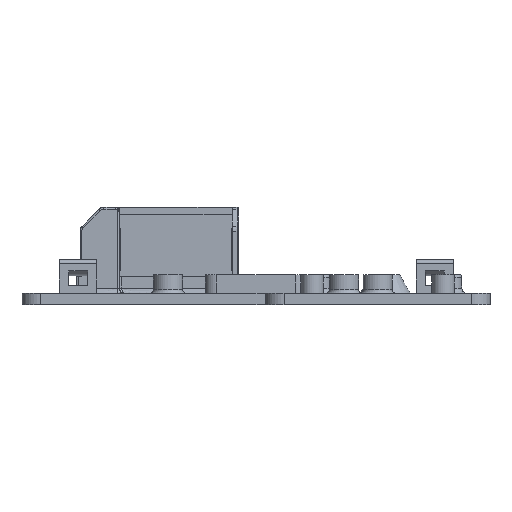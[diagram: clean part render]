
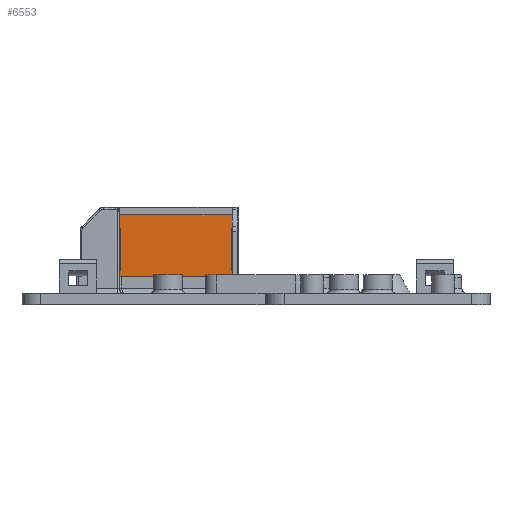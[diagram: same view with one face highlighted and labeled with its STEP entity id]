
A CAD part, left-side view. The second image highlights one B-rep face of the part: STEP entity #6553.
In plain terms, the highlighted planar face has unit normal (-1, 0, 0).
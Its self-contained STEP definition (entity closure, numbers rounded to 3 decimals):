
#964=FACE_OUTER_BOUND('',#1403,.T.);
#1403=EDGE_LOOP('',(#5754,#5755,#5756,#5757));
#1817=LINE('',#11298,#2372);
#1878=LINE('',#12971,#2433);
#1973=LINE('',#13167,#2528);
#1974=LINE('',#13168,#2529);
#2372=VECTOR('',#8048,10.);
#2433=VECTOR('',#8175,10.);
#2528=VECTOR('',#8360,10.);
#2529=VECTOR('',#8361,10.);
#2959=VERTEX_POINT('',#11295);
#2960=VERTEX_POINT('',#11297);
#3086=VERTEX_POINT('',#12968);
#3087=VERTEX_POINT('',#12970);
#3754=EDGE_CURVE('',#2959,#2960,#1817,.T.);
#3936=EDGE_CURVE('',#3086,#3087,#1878,.T.);
#4031=EDGE_CURVE('',#2959,#3087,#1973,.T.);
#4032=EDGE_CURVE('',#3086,#2960,#1974,.T.);
#5754=ORIENTED_EDGE('',*,*,#4031,.T.);
#5755=ORIENTED_EDGE('',*,*,#3936,.F.);
#5756=ORIENTED_EDGE('',*,*,#4032,.T.);
#5757=ORIENTED_EDGE('',*,*,#3754,.F.);
#6221=PLANE('',#7037);
#6553=ADVANCED_FACE('',(#964),#6221,.F.);
#7037=AXIS2_PLACEMENT_3D('',#13166,#8358,#8359);
#8048=DIRECTION('',(0.,0.,1.));
#8175=DIRECTION('',(0.,0.,-1.));
#8358=DIRECTION('center_axis',(1.,0.,0.));
#8359=DIRECTION('ref_axis',(0.,1.,0.));
#8360=DIRECTION('',(0.,-1.,0.));
#8361=DIRECTION('',(0.,1.,0.));
#11295=CARTESIAN_POINT('',(111.5,114.,5.6));
#11297=CARTESIAN_POINT('',(111.5,114.,24.6));
#11298=CARTESIAN_POINT('',(111.5,114.,24.4));
#12968=CARTESIAN_POINT('',(111.5,83.85,24.6));
#12970=CARTESIAN_POINT('',(111.5,83.85,5.6));
#12971=CARTESIAN_POINT('',(111.5,83.85,5.77));
#13166=CARTESIAN_POINT('Origin',(111.5,99.102,15.085));
#13167=CARTESIAN_POINT('',(111.5,91.476,5.6));
#13168=CARTESIAN_POINT('',(111.5,123.276,24.6));
